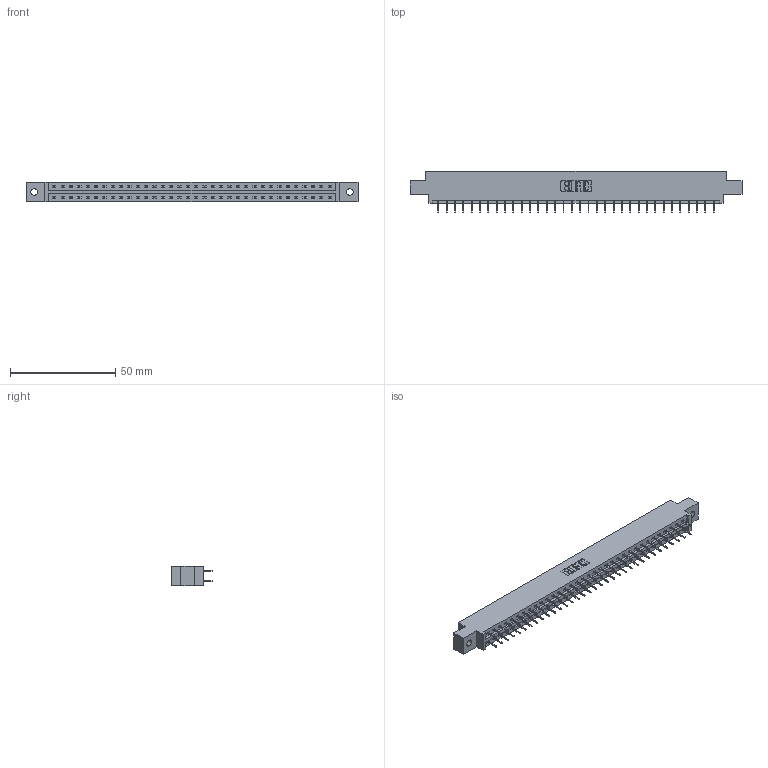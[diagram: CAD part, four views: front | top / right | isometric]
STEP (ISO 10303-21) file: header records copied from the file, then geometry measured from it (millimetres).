
FILE_DESCRIPTION (( 'STEP AP203' ), '1' );
FILE_NAME ('387-068-524-802.STEP', '2018-09-21T12:21:30', ( '' ), ( '' ), 'SwSTEP 2.0', 'SolidWorks 2016', '' );
FILE_SCHEMA (( 'CONFIG_CONTROL_DESIGN' ));
Length unit declared in the file: inch
Products named in the file (3): 337 Part_0.170 Offset - 0.128 Dia; 345-292-001_345-293-124; 387-068-524-802
Assembly tree (69 placements, depth 2):
  387-068-524-802
    337 Part_0.170 Offset - 0.128 Dia
    345-292-001_345-293-124  x68
Bounding box: 157.73 x 19.69 x 9.4 mm (x, y, z)
Volume: 16259.7 mm3; surface area: 17820.3 mm2
Topology: 69 solids, 69 shells, 4062 faces, 11543 edges, 7422 vertices
Faces by surface type: plane 3066, cylinder 996
Entity records: 27605 total; most frequent: CARTESIAN_POINT 4658, ORIENTED_EDGE 4594, DIRECTION 3977, EDGE_CURVE 2297, VECTOR 2173, LINE 2173, VERTEX_POINT 1526, AXIS2_PLACEMENT_3D 902
